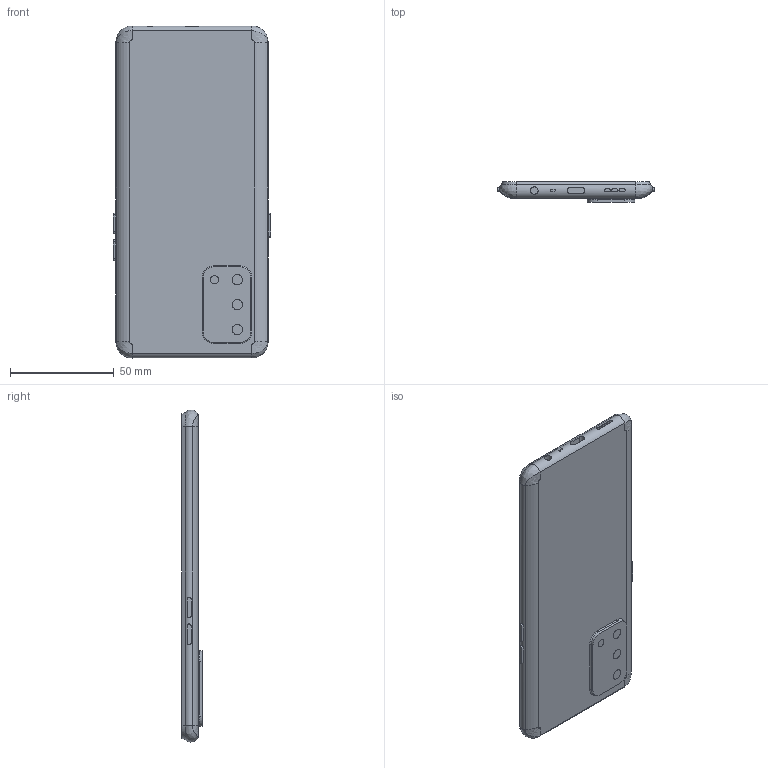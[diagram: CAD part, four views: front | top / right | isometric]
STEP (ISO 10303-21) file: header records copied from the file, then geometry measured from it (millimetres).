
FILE_DESCRIPTION(('Open CASCADE Model'),'2;1');
FILE_NAME('Open CASCADE Shape Model','2024-05-07T09:48:41',('Author'),( 'Open CASCADE'),'Open CASCADE STEP processor 7.5','Open CASCADE 7.5' ,'Unknown');
FILE_SCHEMA(('AUTOMOTIVE_DESIGN { 1 0 10303 214 1 1 1 1 }'));
Length unit declared in the file: metre
Products named in the file (1): Open CASCADE STEP translator 7.5 1
Bounding box: 75.8 x 9.67 x 160.29 mm (x, y, z)
Volume: 90002.8 mm3; surface area: 26438.3 mm2
Topology: 1 solids, 1 shells, 87 faces, 197 edges, 126 vertices
Faces by surface type: plane 40, cylinder 31, bspline 12, torus 4
Full cylindrical faces by diameter (mm): 3.6 x1
Entity records: 6553 total; most frequent: CARTESIAN_POINT 2652, DIRECTION 685, LINE 401, VECTOR 401, ORIENTED_EDGE 394, PCURVE 394, DEFINITIONAL_REPRESENTATION 394, EDGE_CURVE 197
